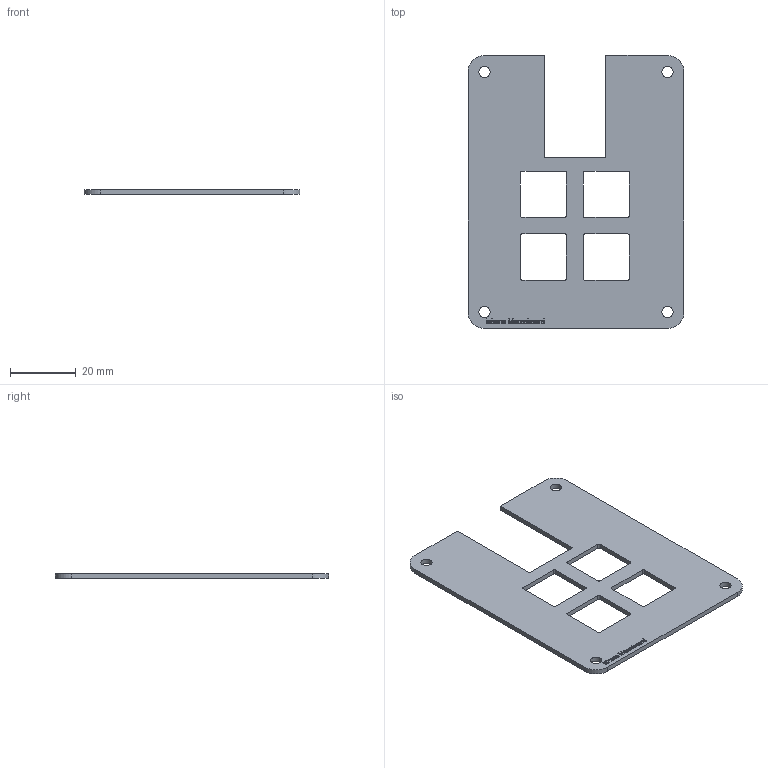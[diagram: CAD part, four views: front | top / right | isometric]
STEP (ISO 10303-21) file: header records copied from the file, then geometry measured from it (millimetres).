
FILE_DESCRIPTION(/* description */ (''),/* implementation_level */ '2;1');
FILE_NAME(/* name */ 'IshanMacroBoardCaseTop.step',/* time_stamp */ '2026-01-13T17:05:04-08:00',/* author */ (''),/* organization */ (''),/* preprocessor_version */ 'ST-DEVELOPER v20.1',/* originating_system */ 'Autodesk Translation Framework v14.21.0.0',/* authorisation */ '');
FILE_SCHEMA (('AUTOMOTIVE_DESIGN { 1 0 10303 214 3 1 1 }'));
Length unit declared in the file: millimetre
Products named in the file (1): 2026-01-13-16-01-07-858
Bounding box: 65.48 x 82.77 x 1.5 mm (x, y, z)
Volume: 6006.4 mm3; surface area: 8950.3 mm2
Topology: 1 solids, 1 shells, 426 faces, 1203 edges, 802 vertices
Faces by surface type: bspline 280, plane 122, cylinder 24
Full cylindrical faces by diameter (mm): 3.4 x4
Entity records: 16400 total; most frequent: CARTESIAN_POINT 7192, ORIENTED_EDGE 2406, EDGE_CURVE 1203, DIRECTION 985, VERTEX_POINT 802, LINE 595, VECTOR 595, B_SPLINE_CURVE_WITH_KNOTS 560
